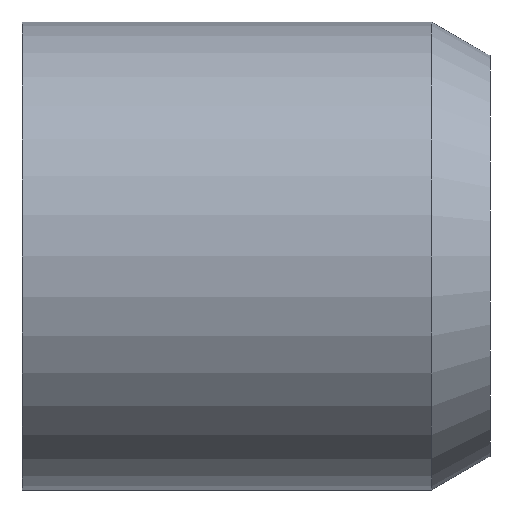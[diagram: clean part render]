
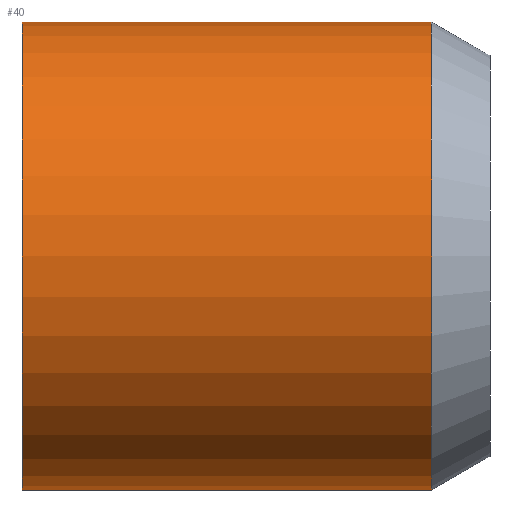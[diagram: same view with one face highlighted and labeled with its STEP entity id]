
A CAD part, left-side view. The second image highlights one B-rep face of the part: STEP entity #40.
In plain terms, the highlighted cylindrical face has radius 6 mm (diameter 12 mm), a full revolution.
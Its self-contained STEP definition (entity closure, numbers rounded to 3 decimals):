
#40 = ADVANCED_FACE( '', ( #79, #80 ), #81, .T. );
#79 = FACE_OUTER_BOUND( '', #110, .T. );
#80 = FACE_OUTER_BOUND( '', #111, .T. );
#81 = CYLINDRICAL_SURFACE( '', #112, 6. );
#110 = EDGE_LOOP( '', ( #145 ) );
#111 = EDGE_LOOP( '', ( #146 ) );
#112 = AXIS2_PLACEMENT_3D( '', #147, #148, #149 );
#145 = ORIENTED_EDGE( '', *, *, #152, .T. );
#146 = ORIENTED_EDGE( '', *, *, #160, .F. );
#147 = CARTESIAN_POINT( '', ( 0., 0., 0. ) );
#148 = DIRECTION( '', ( 0., 1., 0. ) );
#149 = DIRECTION( '', ( 0., 0., -1. ) );
#152 = EDGE_CURVE( '', #165, #165, #166, .T. );
#160 = EDGE_CURVE( '', #177, #177, #178, .T. );
#165 = VERTEX_POINT( '', #183 );
#166 = CIRCLE( '', #184, 6. );
#177 = VERTEX_POINT( '', #195 );
#178 = CIRCLE( '', #196, 6. );
#183 = CARTESIAN_POINT( '', ( 0., 12., -6. ) );
#184 = AXIS2_PLACEMENT_3D( '', #201, #202, #203 );
#195 = CARTESIAN_POINT( '', ( 0., 1.5, -6. ) );
#196 = AXIS2_PLACEMENT_3D( '', #213, #214, #215 );
#201 = CARTESIAN_POINT( '', ( 0., 12., 0. ) );
#202 = DIRECTION( '', ( 0., -1., 0. ) );
#203 = DIRECTION( '', ( 0., 0., -1. ) );
#213 = CARTESIAN_POINT( '', ( 0., 1.5, 0. ) );
#214 = DIRECTION( '', ( 0., -1., 0. ) );
#215 = DIRECTION( '', ( 0., 0., -1. ) );
